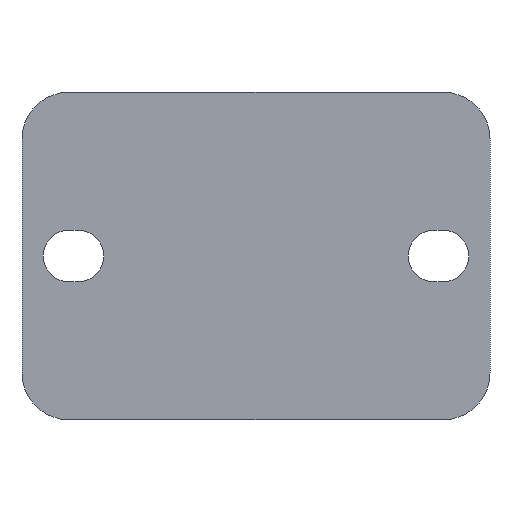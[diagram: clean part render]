
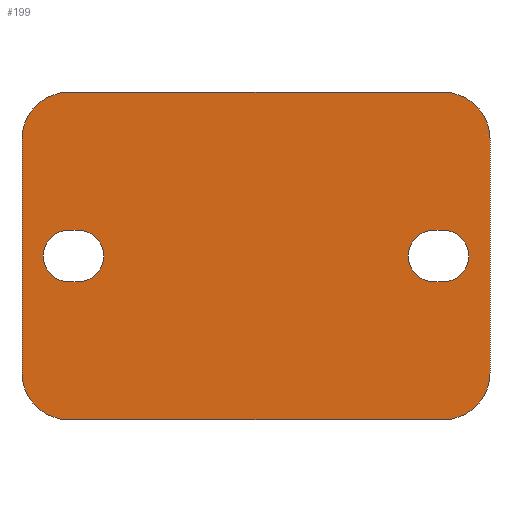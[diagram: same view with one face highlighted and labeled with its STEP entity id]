
A CAD part, front view. The second image highlights one B-rep face of the part: STEP entity #199.
In plain terms, the highlighted planar face has unit normal (0, -1, 0).
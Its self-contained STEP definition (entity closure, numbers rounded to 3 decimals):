
#199 = ADVANCED_FACE( '', ( #474, #475, #476 ), #477, .F. );
#474 = FACE_BOUND( '', #839, .T. );
#475 = FACE_BOUND( '', #840, .T. );
#476 = FACE_OUTER_BOUND( '', #841, .T. );
#477 = PLANE( '', #842 );
#839 = EDGE_LOOP( '', ( #1361, #1362, #1363, #1364 ) );
#840 = EDGE_LOOP( '', ( #1365, #1366, #1367, #1368 ) );
#841 = EDGE_LOOP( '', ( #1369, #1370, #1371, #1372, #1373, #1374, #1375, #1376 ) );
#842 = AXIS2_PLACEMENT_3D( '', #1377, #1378, #1379 );
#1361 = ORIENTED_EDGE( '', *, *, #2156, .T. );
#1362 = ORIENTED_EDGE( '', *, *, #2103, .T. );
#1363 = ORIENTED_EDGE( '', *, *, #2157, .T. );
#1364 = ORIENTED_EDGE( '', *, *, #2158, .T. );
#1365 = ORIENTED_EDGE( '', *, *, #2159, .T. );
#1366 = ORIENTED_EDGE( '', *, *, #2160, .T. );
#1367 = ORIENTED_EDGE( '', *, *, #2161, .T. );
#1368 = ORIENTED_EDGE( '', *, *, #2162, .T. );
#1369 = ORIENTED_EDGE( '', *, *, #2163, .F. );
#1370 = ORIENTED_EDGE( '', *, *, #2164, .F. );
#1371 = ORIENTED_EDGE( '', *, *, #2165, .F. );
#1372 = ORIENTED_EDGE( '', *, *, #2166, .F. );
#1373 = ORIENTED_EDGE( '', *, *, #2044, .F. );
#1374 = ORIENTED_EDGE( '', *, *, #2167, .F. );
#1375 = ORIENTED_EDGE( '', *, *, #2168, .F. );
#1376 = ORIENTED_EDGE( '', *, *, #2063, .F. );
#1377 = CARTESIAN_POINT( '', ( -20., 0., -12.5 ) );
#1378 = DIRECTION( '', ( 0., 1., 0. ) );
#1379 = DIRECTION( '', ( 0., 0., 1. ) );
#2044 = EDGE_CURVE( '', #2424, #2425, #2426, .T. );
#2063 = EDGE_CURVE( '', #2458, #2459, #2460, .T. );
#2103 = EDGE_CURVE( '', #2529, #2530, #2531, .T. );
#2156 = EDGE_CURVE( '', #2608, #2529, #2609, .T. );
#2157 = EDGE_CURVE( '', #2530, #2610, #2611, .T. );
#2158 = EDGE_CURVE( '', #2610, #2608, #2612, .T. );
#2159 = EDGE_CURVE( '', #2613, #2614, #2615, .T. );
#2160 = EDGE_CURVE( '', #2614, #2616, #2617, .T. );
#2161 = EDGE_CURVE( '', #2616, #2618, #2619, .T. );
#2162 = EDGE_CURVE( '', #2618, #2613, #2620, .T. );
#2163 = EDGE_CURVE( '', #2621, #2458, #2622, .T. );
#2164 = EDGE_CURVE( '', #2623, #2621, #2624, .T. );
#2165 = EDGE_CURVE( '', #2625, #2623, #2626, .T. );
#2166 = EDGE_CURVE( '', #2425, #2625, #2627, .T. );
#2167 = EDGE_CURVE( '', #2628, #2424, #2629, .T. );
#2168 = EDGE_CURVE( '', #2459, #2628, #2630, .T. );
#2424 = VERTEX_POINT( '', #3032 );
#2425 = VERTEX_POINT( '', #3033 );
#2426 = CIRCLE( '', #3034, 5. );
#2458 = VERTEX_POINT( '', #3081 );
#2459 = VERTEX_POINT( '', #3082 );
#2460 = LINE( '', #3083, #3084 );
#2529 = VERTEX_POINT( '', #3195 );
#2530 = VERTEX_POINT( '', #3196 );
#2531 = CIRCLE( '', #3197, 2.75 );
#2608 = VERTEX_POINT( '', #3308 );
#2609 = LINE( '', #3309, #3310 );
#2610 = VERTEX_POINT( '', #3311 );
#2611 = LINE( '', #3312, #3313 );
#2612 = CIRCLE( '', #3314, 2.75 );
#2613 = VERTEX_POINT( '', #3315 );
#2614 = VERTEX_POINT( '', #3316 );
#2615 = LINE( '', #3317, #3318 );
#2616 = VERTEX_POINT( '', #3319 );
#2617 = CIRCLE( '', #3320, 2.75 );
#2618 = VERTEX_POINT( '', #3321 );
#2619 = LINE( '', #3322, #3323 );
#2620 = CIRCLE( '', #3324, 2.75 );
#2621 = VERTEX_POINT( '', #3325 );
#2622 = CIRCLE( '', #3326, 5. );
#2623 = VERTEX_POINT( '', #3327 );
#2624 = LINE( '', #3328, #3329 );
#2625 = VERTEX_POINT( '', #3330 );
#2626 = CIRCLE( '', #3331, 5. );
#2627 = LINE( '', #3332, #3333 );
#2628 = VERTEX_POINT( '', #3334 );
#2629 = LINE( '', #3335, #3336 );
#2630 = CIRCLE( '', #3337, 5. );
#3032 = CARTESIAN_POINT( '', ( 20., 0., 17.5 ) );
#3033 = CARTESIAN_POINT( '', ( 25., 0., 12.5 ) );
#3034 = AXIS2_PLACEMENT_3D( '', #3705, #3706, #3707 );
#3081 = CARTESIAN_POINT( '', ( -25., 0., -12.5 ) );
#3082 = CARTESIAN_POINT( '', ( -25., 0., 12.5 ) );
#3083 = CARTESIAN_POINT( '', ( -25., 0., -12.5 ) );
#3084 = VECTOR( '', #3723, 1000. );
#3195 = CARTESIAN_POINT( '', ( -20., 0., -2.75 ) );
#3196 = CARTESIAN_POINT( '', ( -20., 0., 2.75 ) );
#3197 = AXIS2_PLACEMENT_3D( '', #3755, #3756, #3757 );
#3308 = CARTESIAN_POINT( '', ( -19., 0., -2.75 ) );
#3309 = CARTESIAN_POINT( '', ( -19., 0., -2.75 ) );
#3310 = VECTOR( '', #3813, 1000. );
#3311 = CARTESIAN_POINT( '', ( -19., 0., 2.75 ) );
#3312 = CARTESIAN_POINT( '', ( -20., 0., 2.75 ) );
#3313 = VECTOR( '', #3814, 1000. );
#3314 = AXIS2_PLACEMENT_3D( '', #3815, #3816, #3817 );
#3315 = CARTESIAN_POINT( '', ( 20., 0., -2.75 ) );
#3316 = CARTESIAN_POINT( '', ( 19., 0., -2.75 ) );
#3317 = CARTESIAN_POINT( '', ( 20., 0., -2.75 ) );
#3318 = VECTOR( '', #3818, 1000. );
#3319 = CARTESIAN_POINT( '', ( 19., 0., 2.75 ) );
#3320 = AXIS2_PLACEMENT_3D( '', #3819, #3820, #3821 );
#3321 = CARTESIAN_POINT( '', ( 20., 0., 2.75 ) );
#3322 = CARTESIAN_POINT( '', ( 19., 0., 2.75 ) );
#3323 = VECTOR( '', #3822, 1000. );
#3324 = AXIS2_PLACEMENT_3D( '', #3823, #3824, #3825 );
#3325 = CARTESIAN_POINT( '', ( -20., 0., -17.5 ) );
#3326 = AXIS2_PLACEMENT_3D( '', #3826, #3827, #3828 );
#3327 = CARTESIAN_POINT( '', ( 20., 0., -17.5 ) );
#3328 = CARTESIAN_POINT( '', ( 20., 0., -17.5 ) );
#3329 = VECTOR( '', #3829, 1000. );
#3330 = CARTESIAN_POINT( '', ( 25., 0., -12.5 ) );
#3331 = AXIS2_PLACEMENT_3D( '', #3830, #3831, #3832 );
#3332 = CARTESIAN_POINT( '', ( 25., 0., 12.5 ) );
#3333 = VECTOR( '', #3833, 1000. );
#3334 = CARTESIAN_POINT( '', ( -20., 0., 17.5 ) );
#3335 = CARTESIAN_POINT( '', ( -20., 0., 17.5 ) );
#3336 = VECTOR( '', #3834, 1000. );
#3337 = AXIS2_PLACEMENT_3D( '', #3835, #3836, #3837 );
#3705 = CARTESIAN_POINT( '', ( 20., 0., 12.5 ) );
#3706 = DIRECTION( '', ( 0., 1., 0. ) );
#3707 = DIRECTION( '', ( 1., 0., 0. ) );
#3723 = DIRECTION( '', ( 0., 0., 1. ) );
#3755 = CARTESIAN_POINT( '', ( -20., 0., 0. ) );
#3756 = DIRECTION( '', ( 0., 1., 0. ) );
#3757 = DIRECTION( '', ( 1., 0., 0. ) );
#3813 = DIRECTION( '', ( -1., 0., 0. ) );
#3814 = DIRECTION( '', ( 1., 0., 0. ) );
#3815 = CARTESIAN_POINT( '', ( -19., 0., 0. ) );
#3816 = DIRECTION( '', ( 0., 1., 0. ) );
#3817 = DIRECTION( '', ( 1., 0., 0. ) );
#3818 = DIRECTION( '', ( -1., 0., 0. ) );
#3819 = CARTESIAN_POINT( '', ( 19., 0., 0. ) );
#3820 = DIRECTION( '', ( 0., 1., 0. ) );
#3821 = DIRECTION( '', ( 1., 0., 0. ) );
#3822 = DIRECTION( '', ( 1., 0., 0. ) );
#3823 = CARTESIAN_POINT( '', ( 20., 0., 0. ) );
#3824 = DIRECTION( '', ( 0., 1., 0. ) );
#3825 = DIRECTION( '', ( 1., 0., 0. ) );
#3826 = CARTESIAN_POINT( '', ( -20., 0., -12.5 ) );
#3827 = DIRECTION( '', ( 0., 1., 0. ) );
#3828 = DIRECTION( '', ( 1., 0., 0. ) );
#3829 = DIRECTION( '', ( -1., 0., 0. ) );
#3830 = CARTESIAN_POINT( '', ( 20., 0., -12.5 ) );
#3831 = DIRECTION( '', ( 0., 1., 0. ) );
#3832 = DIRECTION( '', ( 1., 0., 0. ) );
#3833 = DIRECTION( '', ( 0., 0., -1. ) );
#3834 = DIRECTION( '', ( 1., 0., 0. ) );
#3835 = CARTESIAN_POINT( '', ( -20., 0., 12.5 ) );
#3836 = DIRECTION( '', ( 0., 1., 0. ) );
#3837 = DIRECTION( '', ( 1., 0., 0. ) );
